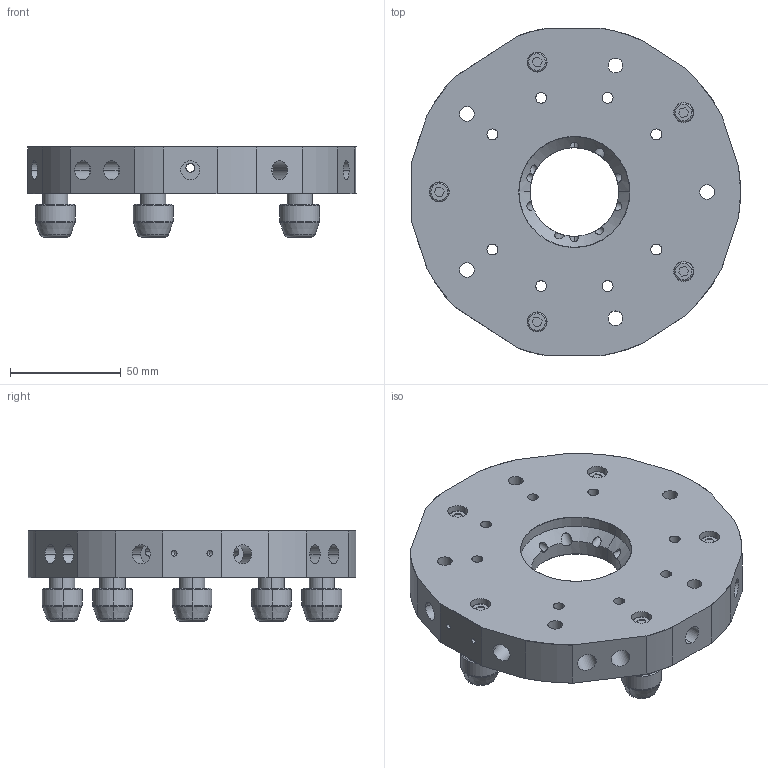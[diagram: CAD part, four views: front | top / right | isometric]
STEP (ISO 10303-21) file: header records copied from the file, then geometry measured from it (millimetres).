
FILE_DESCRIPTION (( 'STEP AP214' ), '1' );
FILE_NAME ('CA.01.01.014.STEP', '2016-06-28T09:43:40', ( '' ), ( '' ), 'SwSTEP 2.0', 'SolidWorks 2012', '' );
FILE_SCHEMA (( 'AUTOMOTIVE_DESIGN' ));
Length unit declared in the file: millimetre
Products named in the file (5): Parte5; R.5.SCH; V-tcei M  5 x 16; 01.01.004.02; CA.01.01.014
Assembly tree (16 placements, depth 2):
  CA.01.01.014
    01.01.004.02  x5
    V-tcei M  5 x 16  x5
    R.5.SCH  x5
    Parte5
Bounding box: 148.5 x 148 x 40.85 mm (x, y, z)
Volume: 291895.7 mm3; surface area: 79161.1 mm2
Topology: 16 solids, 17 shells, 1583 faces, 4352 edges, 2820 vertices
Faces by surface type: plane 1095, cylinder 287, cone 161, torus 40
Entity records: 20728 total; most frequent: CARTESIAN_POINT 5222, DIRECTION 3299, ORIENTED_EDGE 3164, EDGE_CURVE 1582, AXIS2_PLACEMENT_3D 1274, VERTEX_POINT 1028, LINE 751, VECTOR 751
